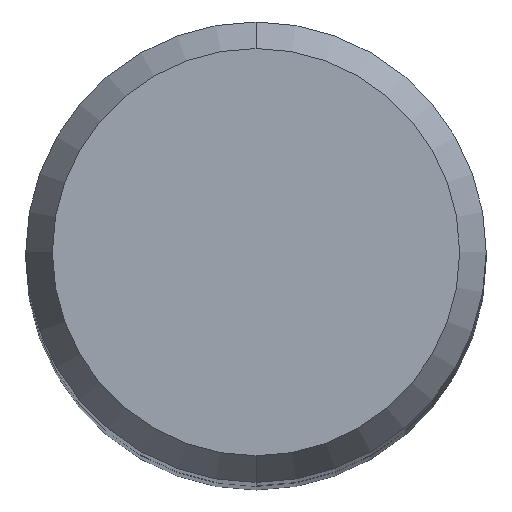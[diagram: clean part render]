
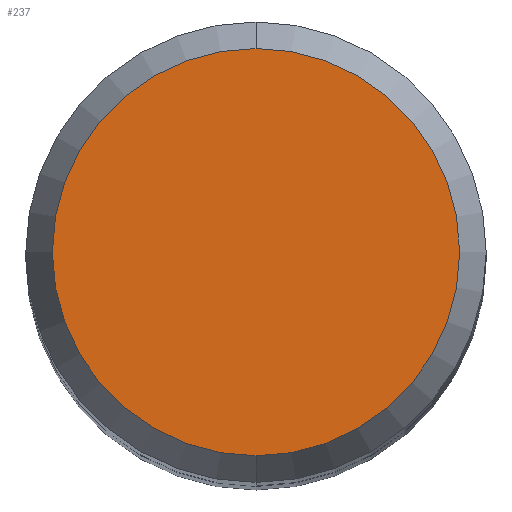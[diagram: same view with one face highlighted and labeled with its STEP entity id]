
A CAD part, top view. The second image highlights one B-rep face of the part: STEP entity #237.
In plain terms, the highlighted planar face has unit normal (0, 0, 1).
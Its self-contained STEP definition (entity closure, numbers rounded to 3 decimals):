
#237=ADVANCED_FACE('',(#603),#604,.T.);
#305=EDGE_CURVE('',#419,#463,#677,.T.);
#335=EDGE_CURVE('',#463,#419,#708,.T.);
#419=VERTEX_POINT('',#801);
#463=VERTEX_POINT('',#851);
#603=FACE_OUTER_BOUND('',#1034,.T.);
#604=PLANE('',#1035);
#677=CIRCLE('',#1191,4.423);
#708=CIRCLE('',#1231,4.423);
#801=CARTESIAN_POINT('',(0.,-4.423,0.0));
#851=CARTESIAN_POINT('',(0.0,4.423,0.0));
#1034=EDGE_LOOP('',(#1751,#1752));
#1035=AXIS2_PLACEMENT_3D('',#1753,#1754,#1755);
#1191=AXIS2_PLACEMENT_3D('',#1832,#1833,#1834);
#1231=AXIS2_PLACEMENT_3D('',#1856,#1857,#1858);
#1751=ORIENTED_EDGE('',*,*,#335,.F.);
#1752=ORIENTED_EDGE('',*,*,#305,.F.);
#1753=CARTESIAN_POINT('',(0.0,2.211,0.0));
#1754=DIRECTION('',(-0.0,0.0,1.0));
#1755=DIRECTION('',(0.0,-1.0,0.0));
#1832=CARTESIAN_POINT('',(0.0,0.0,0.0));
#1833=DIRECTION('',(0.0,0.0,-1.0));
#1834=DIRECTION('',(0.0,1.0,0.0));
#1856=CARTESIAN_POINT('',(0.0,0.0,0.0));
#1857=DIRECTION('',(0.0,0.0,-1.0));
#1858=DIRECTION('',(0.0,1.0,0.0));
